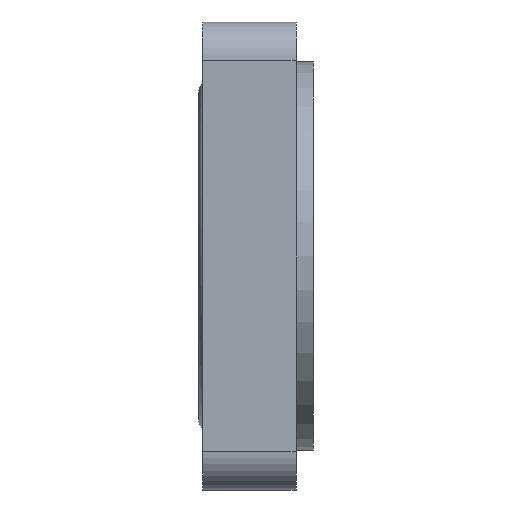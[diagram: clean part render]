
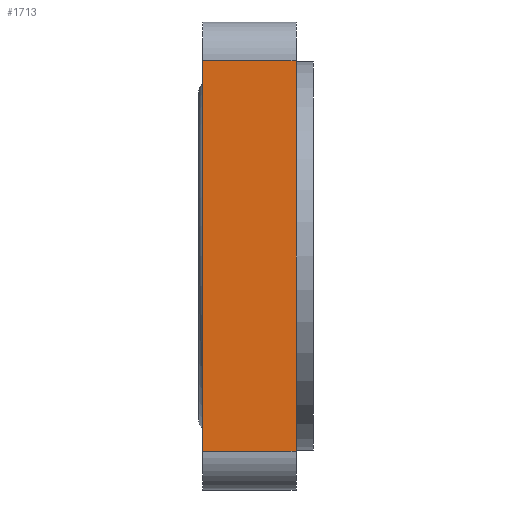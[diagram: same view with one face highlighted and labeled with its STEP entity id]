
A CAD part, front view. The second image highlights one B-rep face of the part: STEP entity #1713.
In plain terms, the highlighted planar face has unit normal (0, -1, 0).
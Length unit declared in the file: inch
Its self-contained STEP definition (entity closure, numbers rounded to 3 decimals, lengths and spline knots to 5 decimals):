
#29 = CARTESIAN_POINT ( 'NONE',  ( 0.3, -0.753, 0.753 ) ) ;
#48 = PLANE ( 'NONE',  #763 ) ;
#51 = LINE ( 'NONE', #2264, #2258 ) ;
#56 = DIRECTION ( 'NONE',  ( 0., 0., 1. ) ) ;
#114 = CARTESIAN_POINT ( 'NONE',  ( 0.3, -0.753, 0.628 ) ) ;
#118 = DIRECTION ( 'NONE',  ( 0., 1., 0. ) ) ;
#187 = DIRECTION ( 'NONE',  ( -1., 0., 0. ) ) ;
#202 = VECTOR ( 'NONE', #315, 39.37008 ) ;
#232 = VERTEX_POINT ( 'NONE', #381 ) ;
#315 = DIRECTION ( 'NONE',  ( 0., 0., -1. ) ) ;
#381 = CARTESIAN_POINT ( 'NONE',  ( 0.3, -0.753, 0.628 ) ) ;
#431 = FACE_OUTER_BOUND ( 'NONE', #1225, .T. ) ;
#463 = LINE ( 'NONE', #1448, #202 ) ;
#581 = EDGE_CURVE ( 'NONE', #232, #1545, #1345, .T. ) ;
#738 = ORIENTED_EDGE ( 'NONE', *, *, #2121, .T. ) ;
#763 = AXIS2_PLACEMENT_3D ( 'NONE', #29, #118, #56 ) ;
#790 = CARTESIAN_POINT ( 'NONE',  ( 0., -0.753, 0.628 ) ) ;
#795 = ORIENTED_EDGE ( 'NONE', *, *, #581, .T. ) ;
#1225 = EDGE_LOOP ( 'NONE', ( #1748, #738, #2043, #795 ) ) ;
#1340 = VECTOR ( 'NONE', #187, 39.37008 ) ;
#1345 = LINE ( 'NONE', #114, #1340 ) ;
#1448 = CARTESIAN_POINT ( 'NONE',  ( 0.3, -0.753, 0.753 ) ) ;
#1545 = VERTEX_POINT ( 'NONE', #790 ) ;
#1569 = CARTESIAN_POINT ( 'NONE',  ( 0.3, -0.753, -0.628 ) ) ;
#1581 = EDGE_CURVE ( 'NONE', #232, #2249, #463, .T. ) ;
#1642 = LINE ( 'NONE', #2384, #1651 ) ;
#1651 = VECTOR ( 'NONE', #2277, 39.37008 ) ;
#1713 = ADVANCED_FACE ( 'NONE', ( #431 ), #48, .F. ) ;
#1748 = ORIENTED_EDGE ( 'NONE', *, *, #2448, .T. ) ;
#1780 = CARTESIAN_POINT ( 'NONE',  ( 0., -0.753, -0.628 ) ) ;
#2043 = ORIENTED_EDGE ( 'NONE', *, *, #1581, .F. ) ;
#2121 = EDGE_CURVE ( 'NONE', #2147, #2249, #1642, .T. ) ;
#2147 = VERTEX_POINT ( 'NONE', #1780 ) ;
#2249 = VERTEX_POINT ( 'NONE', #1569 ) ;
#2258 = VECTOR ( 'NONE', #2331, 39.37008 ) ;
#2264 = CARTESIAN_POINT ( 'NONE',  ( 0., -0.753, 0.753 ) ) ;
#2277 = DIRECTION ( 'NONE',  ( 1., 0., 0. ) ) ;
#2331 = DIRECTION ( 'NONE',  ( 0., 0., -1. ) ) ;
#2384 = CARTESIAN_POINT ( 'NONE',  ( 0.3, -0.753, -0.628 ) ) ;
#2448 = EDGE_CURVE ( 'NONE', #1545, #2147, #51, .T. ) ;
